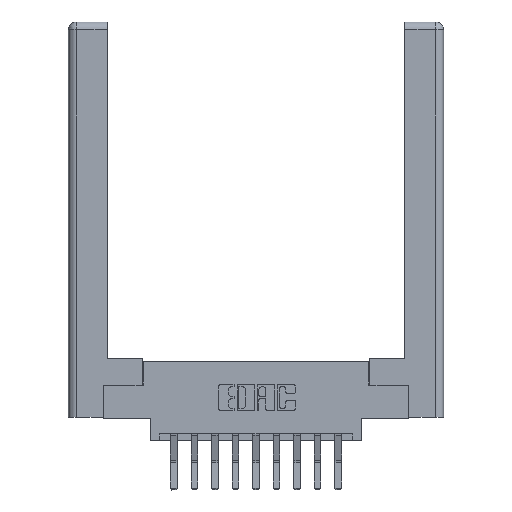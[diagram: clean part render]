
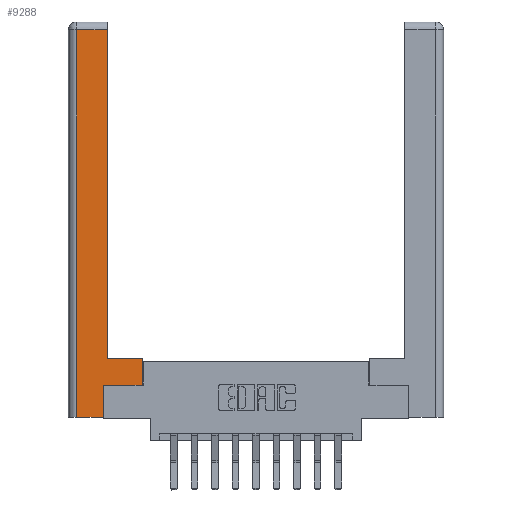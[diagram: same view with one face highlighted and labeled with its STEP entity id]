
A CAD part, top view. The second image highlights one B-rep face of the part: STEP entity #9288.
In plain terms, the highlighted planar face has unit normal (0, 0, 1).
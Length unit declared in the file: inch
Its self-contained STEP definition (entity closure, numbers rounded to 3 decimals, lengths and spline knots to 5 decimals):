
#185 = EDGE_CURVE ( 'NONE', #11048, #815, #10284, .T. ) ;
#519 = FACE_OUTER_BOUND ( 'NONE', #9946, .T. ) ;
#662 = CARTESIAN_POINT ( 'NONE',  ( 0.565, 0.45, 0. ) ) ;
#815 = VERTEX_POINT ( 'NONE', #6677 ) ;
#976 = AXIS2_PLACEMENT_3D ( 'NONE', #5573, #13156, #5663 ) ;
#1046 = LINE ( 'NONE', #3001, #6542 ) ;
#1529 = VECTOR ( 'NONE', #6145, 39.37008 ) ;
#1612 = ORIENTED_EDGE ( 'NONE', *, *, #9816, .T. ) ;
#1642 = CARTESIAN_POINT ( 'NONE',  ( 0.565, 0.245, 0. ) ) ;
#1872 = DIRECTION ( 'NONE',  ( 0., 1., 0. ) ) ;
#2393 = PLANE ( 'NONE',  #976 ) ;
#3001 = CARTESIAN_POINT ( 'NONE',  ( 0.295, 3., 0. ) ) ;
#3011 = VERTEX_POINT ( 'NONE', #8217 ) ;
#3303 = EDGE_CURVE ( 'NONE', #13543, #5741, #12759, .T. ) ;
#3316 = ORIENTED_EDGE ( 'NONE', *, *, #3303, .T. ) ;
#3753 = EDGE_CURVE ( 'NONE', #9717, #13543, #6495, .T. ) ;
#4001 = VERTEX_POINT ( 'NONE', #13915 ) ;
#4185 = DIRECTION ( 'NONE',  ( 0., -1., 0. ) ) ;
#4248 = CARTESIAN_POINT ( 'NONE',  ( 0.565, 0.245, 0. ) ) ;
#4613 = DIRECTION ( 'NONE',  ( 0., 1., 0. ) ) ;
#5303 = LINE ( 'NONE', #8899, #12256 ) ;
#5391 = VECTOR ( 'NONE', #13845, 39.37008 ) ;
#5573 = CARTESIAN_POINT ( 'NONE',  ( 0., 0., 0. ) ) ;
#5663 = DIRECTION ( 'NONE',  ( -1., 0., 0. ) ) ;
#5741 = VERTEX_POINT ( 'NONE', #9522 ) ;
#5754 = VECTOR ( 'NONE', #9934, 39.37008 ) ;
#6145 = DIRECTION ( 'NONE',  ( 1., 0., 0. ) ) ;
#6162 = VECTOR ( 'NONE', #4185, 39.37008 ) ;
#6495 = LINE ( 'NONE', #7490, #6162 ) ;
#6520 = CARTESIAN_POINT ( 'NONE',  ( 0.265, 0.245, 0. ) ) ;
#6542 = VECTOR ( 'NONE', #1872, 39.37008 ) ;
#6677 = CARTESIAN_POINT ( 'NONE',  ( 0.295, 0.45, 0. ) ) ;
#6794 = DIRECTION ( 'NONE',  ( 1., 0., 0. ) ) ;
#6824 = CARTESIAN_POINT ( 'NONE',  ( 0.295, 0.45, 0. ) ) ;
#6966 = EDGE_CURVE ( 'NONE', #4001, #9717, #12165, .T. ) ;
#7490 = CARTESIAN_POINT ( 'NONE',  ( 0.0615, 0., 0. ) ) ;
#8019 = LINE ( 'NONE', #1642, #1529 ) ;
#8203 = EDGE_CURVE ( 'NONE', #815, #4001, #1046, .T. ) ;
#8217 = CARTESIAN_POINT ( 'NONE',  ( 0.265, 0.245, 0. ) ) ;
#8567 = CARTESIAN_POINT ( 'NONE',  ( 0.265, 0., 0. ) ) ;
#8628 = VERTEX_POINT ( 'NONE', #4248 ) ;
#8899 = CARTESIAN_POINT ( 'NONE',  ( 0.565, 0.45, 0. ) ) ;
#9173 = CARTESIAN_POINT ( 'NONE',  ( 0.0615, 2.94, 0. ) ) ;
#9277 = EDGE_CURVE ( 'NONE', #8628, #11048, #5303, .T. ) ;
#9288 = ADVANCED_FACE ( 'NONE', ( #519 ), #2393, .F. ) ;
#9522 = CARTESIAN_POINT ( 'NONE',  ( 0.265, 0., 0. ) ) ;
#9717 = VERTEX_POINT ( 'NONE', #13743 ) ;
#9816 = EDGE_CURVE ( 'NONE', #5741, #3011, #10212, .T. ) ;
#9854 = VECTOR ( 'NONE', #6794, 39.37008 ) ;
#9885 = DIRECTION ( 'NONE',  ( 0., 1., 0. ) ) ;
#9934 = DIRECTION ( 'NONE',  ( -1., 0., 0. ) ) ;
#9946 = EDGE_LOOP ( 'NONE', ( #11014, #10568, #12869, #3316, #1612, #10456, #12119, #11276 ) ) ;
#10125 = CARTESIAN_POINT ( 'NONE',  ( 0.0615, 0., 0. ) ) ;
#10212 = LINE ( 'NONE', #6520, #13815 ) ;
#10284 = LINE ( 'NONE', #6824, #5754 ) ;
#10456 = ORIENTED_EDGE ( 'NONE', *, *, #12966, .T. ) ;
#10568 = ORIENTED_EDGE ( 'NONE', *, *, #6966, .T. ) ;
#11014 = ORIENTED_EDGE ( 'NONE', *, *, #8203, .T. ) ;
#11048 = VERTEX_POINT ( 'NONE', #662 ) ;
#11276 = ORIENTED_EDGE ( 'NONE', *, *, #185, .T. ) ;
#12119 = ORIENTED_EDGE ( 'NONE', *, *, #9277, .T. ) ;
#12165 = LINE ( 'NONE', #9173, #5391 ) ;
#12256 = VECTOR ( 'NONE', #9885, 39.37008 ) ;
#12759 = LINE ( 'NONE', #8567, #9854 ) ;
#12869 = ORIENTED_EDGE ( 'NONE', *, *, #3753, .T. ) ;
#12966 = EDGE_CURVE ( 'NONE', #3011, #8628, #8019, .T. ) ;
#13156 = DIRECTION ( 'NONE',  ( 0., 0., -1. ) ) ;
#13543 = VERTEX_POINT ( 'NONE', #10125 ) ;
#13743 = CARTESIAN_POINT ( 'NONE',  ( 0.0615, 2.94, 0. ) ) ;
#13815 = VECTOR ( 'NONE', #4613, 39.37008 ) ;
#13845 = DIRECTION ( 'NONE',  ( -1., 0., 0. ) ) ;
#13915 = CARTESIAN_POINT ( 'NONE',  ( 0.295, 2.94, 0. ) ) ;
